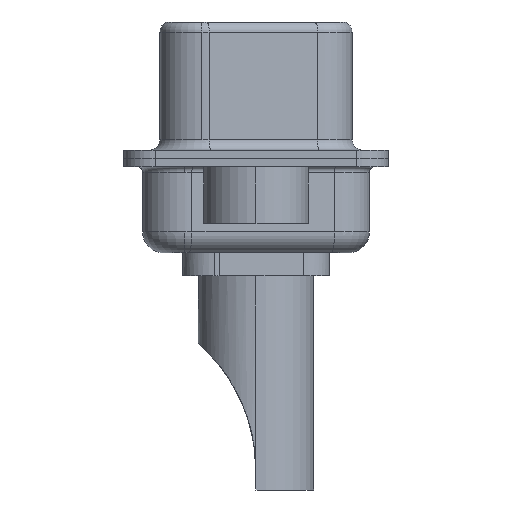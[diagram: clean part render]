
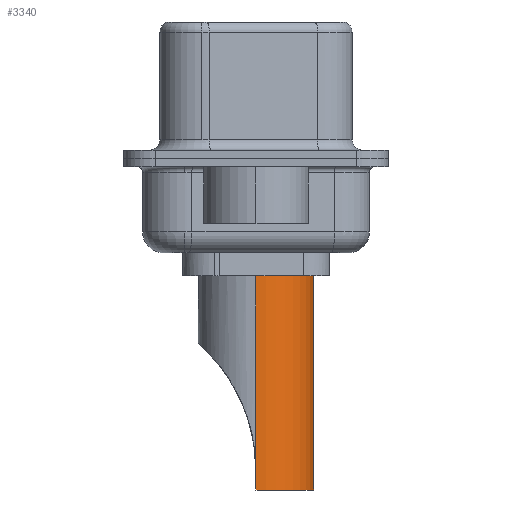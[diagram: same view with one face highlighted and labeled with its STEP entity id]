
A CAD part, left-side view. The second image highlights one B-rep face of the part: STEP entity #3340.
In plain terms, the highlighted cylindrical face has radius 2.75 mm (diameter 5.5 mm), a partial arc.
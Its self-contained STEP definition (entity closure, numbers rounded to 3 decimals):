
#273 = VERTEX_POINT ( 'NONE', #8955 ) ;
#516 = CARTESIAN_POINT ( 'NONE',  ( -2.75, 0., -8.7 ) ) ;
#553 = ORIENTED_EDGE ( 'NONE', *, *, #13756, .T. ) ;
#759 = ORIENTED_EDGE ( 'NONE', *, *, #8090, .F. ) ;
#763 = CYLINDRICAL_SURFACE ( 'NONE', #14934, 2.75 ) ;
#1243 = VERTEX_POINT ( 'NONE', #14746 ) ;
#1297 = CARTESIAN_POINT ( 'NONE',  ( 2.75, 0., 4.234 ) ) ;
#1882 = EDGE_CURVE ( 'NONE', #4443, #273, #9909, .T. ) ;
#2051 = CIRCLE ( 'NONE', #14989, 2.75 ) ;
#2333 = DIRECTION ( 'NONE',  ( 0., 0., 1. ) ) ;
#2388 = DIRECTION ( 'NONE',  ( 0., 0., 1. ) ) ;
#3340 = ADVANCED_FACE ( 'NONE', ( #10079 ), #763, .T. ) ;
#3625 = EDGE_CURVE ( 'NONE', #9979, #10866, #7963, .T. ) ;
#3962 = DIRECTION ( 'NONE',  ( 0., 0., -1. ) ) ;
#4443 = VERTEX_POINT ( 'NONE', #13130 ) ;
#4548 = VECTOR ( 'NONE', #3962, 1000. ) ;
#5605 = DIRECTION ( 'NONE',  ( 0., 0., 1. ) ) ;
#5801 = EDGE_LOOP ( 'NONE', ( #16992, #553, #8363, #6514, #6927, #759 ) ) ;
#6333 = EDGE_CURVE ( 'NONE', #4443, #10866, #7690, .T. ) ;
#6413 = VECTOR ( 'NONE', #2388, 1000. ) ;
#6514 = ORIENTED_EDGE ( 'NONE', *, *, #6333, .F. ) ;
#6581 = AXIS2_PLACEMENT_3D ( 'NONE', #8142, #5605, #12138 ) ;
#6927 = ORIENTED_EDGE ( 'NONE', *, *, #1882, .T. ) ;
#7690 = LINE ( 'NONE', #13261, #4548 ) ;
#7848 = CARTESIAN_POINT ( 'NONE',  ( -2.75, 0., 4.234 ) ) ;
#7963 = CIRCLE ( 'NONE', #6581, 2.75 ) ;
#8090 = EDGE_CURVE ( 'NONE', #16191, #273, #2051, .T. ) ;
#8142 = CARTESIAN_POINT ( 'NONE',  ( 0., 0., -8.7 ) ) ;
#8197 = EDGE_CURVE ( 'NONE', #1243, #16191, #10959, .T. ) ;
#8363 = ORIENTED_EDGE ( 'NONE', *, *, #3625, .T. ) ;
#8955 = CARTESIAN_POINT ( 'NONE',  ( 2.75, 0., 1.5 ) ) ;
#9909 = LINE ( 'NONE', #1297, #6413 ) ;
#9979 = VERTEX_POINT ( 'NONE', #516 ) ;
#9991 = LINE ( 'NONE', #12290, #16781 ) ;
#10079 = FACE_OUTER_BOUND ( 'NONE', #5801, .T. ) ;
#10272 = CARTESIAN_POINT ( 'NONE',  ( 0., 0., 1.5 ) ) ;
#10793 = CARTESIAN_POINT ( 'NONE',  ( 0., 0., 4.234 ) ) ;
#10866 = VERTEX_POINT ( 'NONE', #11355 ) ;
#10959 = LINE ( 'NONE', #7848, #11358 ) ;
#10965 = DIRECTION ( 'NONE',  ( 0., 0., -1. ) ) ;
#11355 = CARTESIAN_POINT ( 'NONE',  ( 2.75, 0., -8.7 ) ) ;
#11358 = VECTOR ( 'NONE', #17256, 1000. ) ;
#11589 = DIRECTION ( 'NONE',  ( 1., 0., 0. ) ) ;
#12138 = DIRECTION ( 'NONE',  ( 1., 0., 0. ) ) ;
#12290 = CARTESIAN_POINT ( 'NONE',  ( -2.75, 0., -8.7 ) ) ;
#12663 = DIRECTION ( 'NONE',  ( 1., 0., 0. ) ) ;
#13130 = CARTESIAN_POINT ( 'NONE',  ( 2.75, 0., -7.764 ) ) ;
#13238 = CARTESIAN_POINT ( 'NONE',  ( -2.75, 0., 1.5 ) ) ;
#13261 = CARTESIAN_POINT ( 'NONE',  ( 2.75, 0., -8.7 ) ) ;
#13756 = EDGE_CURVE ( 'NONE', #1243, #9979, #9991, .T. ) ;
#14211 = DIRECTION ( 'NONE',  ( 0., 0., 1. ) ) ;
#14746 = CARTESIAN_POINT ( 'NONE',  ( -2.75, 0., -7.764 ) ) ;
#14934 = AXIS2_PLACEMENT_3D ( 'NONE', #10793, #14211, #12663 ) ;
#14989 = AXIS2_PLACEMENT_3D ( 'NONE', #10272, #2333, #11589 ) ;
#16191 = VERTEX_POINT ( 'NONE', #13238 ) ;
#16781 = VECTOR ( 'NONE', #10965, 1000. ) ;
#16992 = ORIENTED_EDGE ( 'NONE', *, *, #8197, .F. ) ;
#17256 = DIRECTION ( 'NONE',  ( 0., 0., 1. ) ) ;
